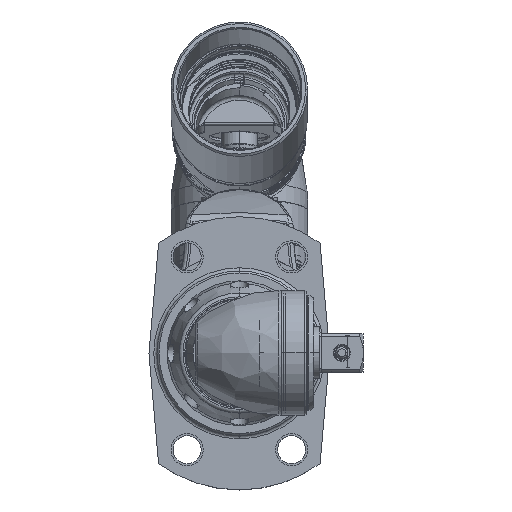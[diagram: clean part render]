
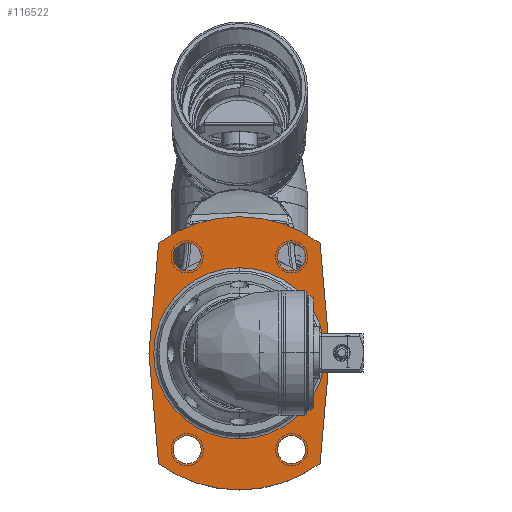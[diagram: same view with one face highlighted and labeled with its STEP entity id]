
A CAD part, top view. The second image highlights one B-rep face of the part: STEP entity #116522.
In plain terms, the highlighted planar face has unit normal (0, 0, 1).
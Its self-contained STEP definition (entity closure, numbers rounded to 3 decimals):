
#109621=CARTESIAN_POINT('',(0.,0.,0.));
#109622=DIRECTION('',(0.,0.,1.));
#109623=DIRECTION('',(-0.591,-0.807,0.));
#109624=AXIS2_PLACEMENT_3D('',#109621,#109622,#109623);
#109636=CARTESIAN_POINT('',(0.,0.,0.));
#109637=DIRECTION('',(0.,0.,1.));
#109638=DIRECTION('',(0.591,0.807,0.));
#109639=AXIS2_PLACEMENT_3D('',#109636,#109637,#109638);
#109673=DIRECTION('',(-0.087,-0.996,0.));
#109674=VECTOR('',#109673,27.527);
#109675=CARTESIAN_POINT('',(22.5,0.,0.));
#109676=LINE('',#109675,#109674);
#109680=DIRECTION('',(-0.087,0.996,0.));
#109681=VECTOR('',#109680,27.527);
#109682=CARTESIAN_POINT('',(-20.101,-27.422,0.));
#109683=LINE('',#109682,#109681);
#109687=DIRECTION('',(0.087,0.996,0.));
#109688=VECTOR('',#109687,27.527);
#109689=CARTESIAN_POINT('',(-22.5,0.,0.));
#109690=LINE('',#109689,#109688);
#109694=DIRECTION('',(0.087,-0.996,0.));
#109695=VECTOR('',#109694,27.527);
#109696=CARTESIAN_POINT('',(20.101,27.422,0.));
#109697=LINE('',#109696,#109695);
#109701=CARTESIAN_POINT('',(-13.,24.,0.));
#109702=DIRECTION('',(0.,0.,1.));
#109703=DIRECTION('',(-1.,0.,0.));
#109704=AXIS2_PLACEMENT_3D('',#109701,#109702,#109703);
#109709=CARTESIAN_POINT('',(-13.,24.,0.));
#109710=DIRECTION('',(0.,0.,1.));
#109711=DIRECTION('',(1.,0.,0.));
#109712=AXIS2_PLACEMENT_3D('',#109709,#109710,#109711);
#109717=CARTESIAN_POINT('',(-13.,-24.,0.));
#109718=DIRECTION('',(0.,0.,1.));
#109719=DIRECTION('',(-1.,0.,0.));
#109720=AXIS2_PLACEMENT_3D('',#109717,#109718,#109719);
#109725=CARTESIAN_POINT('',(-13.,-24.,0.));
#109726=DIRECTION('',(0.,0.,1.));
#109727=DIRECTION('',(1.,0.,0.));
#109728=AXIS2_PLACEMENT_3D('',#109725,#109726,#109727);
#109733=CARTESIAN_POINT('',(13.,24.,0.));
#109734=DIRECTION('',(0.,0.,1.));
#109735=DIRECTION('',(-1.,0.,0.));
#109736=AXIS2_PLACEMENT_3D('',#109733,#109734,#109735);
#109741=CARTESIAN_POINT('',(13.,24.,0.));
#109742=DIRECTION('',(0.,0.,1.));
#109743=DIRECTION('',(1.,0.,0.));
#109744=AXIS2_PLACEMENT_3D('',#109741,#109742,#109743);
#109749=CARTESIAN_POINT('',(13.,-24.,0.));
#109750=DIRECTION('',(0.,0.,1.));
#109751=DIRECTION('',(-1.,0.,0.));
#109752=AXIS2_PLACEMENT_3D('',#109749,#109750,#109751);
#109757=CARTESIAN_POINT('',(13.,-24.,0.));
#109758=DIRECTION('',(0.,0.,1.));
#109759=DIRECTION('',(1.,0.,0.));
#109760=AXIS2_PLACEMENT_3D('',#109757,#109758,#109759);
#109765=CARTESIAN_POINT('',(0.,0.,0.));
#109766=DIRECTION('',(0.,0.,-1.));
#109767=DIRECTION('',(0.,-1.,0.));
#109768=AXIS2_PLACEMENT_3D('',#109765,#109766,#109767);
#109773=CARTESIAN_POINT('',(0.,0.,0.));
#109774=DIRECTION('',(0.,0.,-1.));
#109775=DIRECTION('',(0.,1.,0.));
#109776=AXIS2_PLACEMENT_3D('',#109773,#109774,#109775);
#115005=CARTESIAN_POINT('',(20.101,-27.422,0.));
#115006=VERTEX_POINT('',#115005);
#115007=CARTESIAN_POINT('',(20.101,27.422,0.));
#115008=VERTEX_POINT('',#115007);
#115009=CARTESIAN_POINT('',(22.5,0.,0.));
#115010=VERTEX_POINT('',#115009);
#115011=CARTESIAN_POINT('',(-22.5,0.,0.));
#115012=CARTESIAN_POINT('',(-20.101,27.422,0.));
#115013=VERTEX_POINT('',#115011);
#115014=VERTEX_POINT('',#115012);
#115015=CARTESIAN_POINT('',(-20.101,-27.422,0.));
#115016=VERTEX_POINT('',#115015);
#115873=CARTESIAN_POINT('',(-16.5,24.,0.));
#115874=VERTEX_POINT('',#115873);
#115875=CARTESIAN_POINT('',(-9.5,24.,0.));
#115876=VERTEX_POINT('',#115875);
#115881=CARTESIAN_POINT('',(-16.5,-24.,0.));
#115882=VERTEX_POINT('',#115881);
#115883=CARTESIAN_POINT('',(-9.5,-24.,0.));
#115884=VERTEX_POINT('',#115883);
#115889=CARTESIAN_POINT('',(9.5,24.,0.));
#115890=VERTEX_POINT('',#115889);
#115891=CARTESIAN_POINT('',(16.5,24.,0.));
#115892=VERTEX_POINT('',#115891);
#115897=CARTESIAN_POINT('',(9.5,-24.,0.));
#115898=VERTEX_POINT('',#115897);
#115899=CARTESIAN_POINT('',(16.5,-24.,0.));
#115900=VERTEX_POINT('',#115899);
#116005=CARTESIAN_POINT('',(0.,-21.3,0.));
#116006=CARTESIAN_POINT('',(0.,21.3,0.));
#116007=VERTEX_POINT('',#116005);
#116008=VERTEX_POINT('',#116006);
#116478=CARTESIAN_POINT('',(0.,0.,0.));
#116479=DIRECTION('',(0.,0.,-1.));
#116480=DIRECTION('',(0.,-1.,0.));
#116481=AXIS2_PLACEMENT_3D('',#116478,#116479,#116480);
#116482=PLANE('',#116481);
#116483=ORIENTED_EDGE('',*,*,#116415,.T.);
#116484=ORIENTED_EDGE('',*,*,#116430,.F.);
#116485=ORIENTED_EDGE('',*,*,#116459,.T.);
#116486=ORIENTED_EDGE('',*,*,#116472,.T.);
#116487=ORIENTED_EDGE('',*,*,#116441,.F.);
#116489=ORIENTED_EDGE('',*,*,#116488,.T.);
#116490=EDGE_LOOP('',(#116483,#116484,#116485,#116486,#116487,#116489));
#116491=FACE_OUTER_BOUND('',#116490,.F.);
#116493=ORIENTED_EDGE('',*,*,#116492,.T.);
#116495=ORIENTED_EDGE('',*,*,#116494,.T.);
#116496=EDGE_LOOP('',(#116493,#116495));
#116497=FACE_BOUND('',#116496,.F.);
#116499=ORIENTED_EDGE('',*,*,#116498,.T.);
#116501=ORIENTED_EDGE('',*,*,#116500,.T.);
#116502=EDGE_LOOP('',(#116499,#116501));
#116503=FACE_BOUND('',#116502,.F.);
#116505=ORIENTED_EDGE('',*,*,#116504,.T.);
#116507=ORIENTED_EDGE('',*,*,#116506,.T.);
#116508=EDGE_LOOP('',(#116505,#116507));
#116509=FACE_BOUND('',#116508,.F.);
#116511=ORIENTED_EDGE('',*,*,#116510,.T.);
#116513=ORIENTED_EDGE('',*,*,#116512,.T.);
#116514=EDGE_LOOP('',(#116511,#116513));
#116515=FACE_BOUND('',#116514,.F.);
#116517=ORIENTED_EDGE('',*,*,#116516,.F.);
#116519=ORIENTED_EDGE('',*,*,#116518,.F.);
#116520=EDGE_LOOP('',(#116517,#116519));
#116521=FACE_BOUND('',#116520,.F.);
#116522=ADVANCED_FACE('',(#116491,#116497,#116503,#116509,#116515,#116521),
#116482,.F.);
#109625=CIRCLE('',#109624,34.);
#109640=CIRCLE('',#109639,34.);
#109705=CIRCLE('',#109704,3.5);
#109713=CIRCLE('',#109712,3.5);
#109721=CIRCLE('',#109720,3.5);
#109729=CIRCLE('',#109728,3.5);
#109737=CIRCLE('',#109736,3.5);
#109745=CIRCLE('',#109744,3.5);
#109753=CIRCLE('',#109752,3.5);
#109761=CIRCLE('',#109760,3.5);
#109769=CIRCLE('',#109768,21.3);
#109777=CIRCLE('',#109776,21.3);
#116415=EDGE_CURVE('',#115010,#115006,#109676,.T.);
#116430=EDGE_CURVE('',#115016,#115006,#109625,.T.);
#116441=EDGE_CURVE('',#115008,#115014,#109640,.T.);
#116459=EDGE_CURVE('',#115016,#115013,#109683,.T.);
#116472=EDGE_CURVE('',#115013,#115014,#109690,.T.);
#116488=EDGE_CURVE('',#115008,#115010,#109697,.T.);
#116492=EDGE_CURVE('',#115874,#115876,#109705,.T.);
#116494=EDGE_CURVE('',#115876,#115874,#109713,.T.);
#116498=EDGE_CURVE('',#115882,#115884,#109721,.T.);
#116500=EDGE_CURVE('',#115884,#115882,#109729,.T.);
#116504=EDGE_CURVE('',#115890,#115892,#109737,.T.);
#116506=EDGE_CURVE('',#115892,#115890,#109745,.T.);
#116510=EDGE_CURVE('',#115898,#115900,#109753,.T.);
#116512=EDGE_CURVE('',#115900,#115898,#109761,.T.);
#116516=EDGE_CURVE('',#116007,#116008,#109769,.T.);
#116518=EDGE_CURVE('',#116008,#116007,#109777,.T.);
